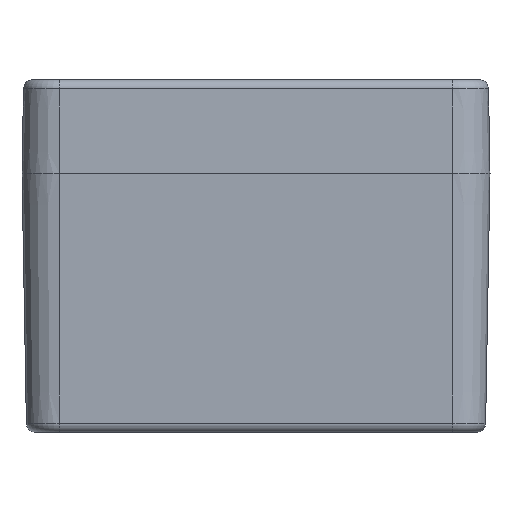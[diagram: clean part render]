
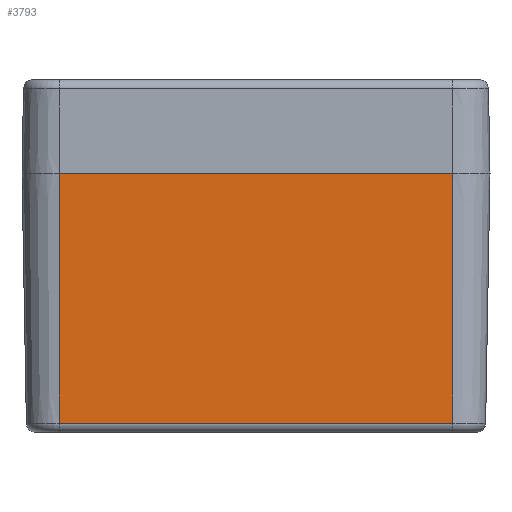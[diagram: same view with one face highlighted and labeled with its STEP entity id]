
A CAD part, left-side view. The second image highlights one B-rep face of the part: STEP entity #3793.
In plain terms, the highlighted planar face has unit normal (-1, 0, -0.018).
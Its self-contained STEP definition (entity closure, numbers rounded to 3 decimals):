
#3773=AXIS2_PLACEMENT_3D('Plane Axis2P3D',#3770,#3771,#3772) ;
#2348=CARTESIAN_POINT('Vertex',(0.699,6.,1.474)) ;
#2368=CARTESIAN_POINT('Line Origine',(0.699,37.5,1.474)) ;
#2372=CARTESIAN_POINT('Vertex',(0.699,69.,1.474)) ;
#3755=CARTESIAN_POINT('Vertex',(0.,6.,41.5)) ;
#3758=CARTESIAN_POINT('Line Origine',(0.362,6.,20.75)) ;
#3770=CARTESIAN_POINT('Axis2P3D Location',(0.,37.5,41.5)) ;
#3775=CARTESIAN_POINT('Line Origine',(0.,37.5,41.5)) ;
#3779=CARTESIAN_POINT('Vertex',(0.,69.,41.5)) ;
#3782=CARTESIAN_POINT('Line Origine',(0.362,69.,20.75)) ;
#2369=DIRECTION('Vector Direction',(0.,1.,0.)) ;
#3759=DIRECTION('Vector Direction',(-0.017,0.,1.)) ;
#3771=DIRECTION('Axis2P3D Direction',(1.,0.,0.017)) ;
#3772=DIRECTION('Axis2P3D XDirection',(0.,1.,0.)) ;
#3776=DIRECTION('Vector Direction',(0.,1.,0.)) ;
#3783=DIRECTION('Vector Direction',(-0.017,0.,1.)) ;
#2370=VECTOR('Line Direction',#2369,1.) ;
#3760=VECTOR('Line Direction',#3759,1.) ;
#3777=VECTOR('Line Direction',#3776,1.) ;
#3784=VECTOR('Line Direction',#3783,1.) ;
#3788=ORIENTED_EDGE('',*,*,#2374,.F.) ;
#3789=ORIENTED_EDGE('',*,*,#3762,.F.) ;
#3790=ORIENTED_EDGE('',*,*,#3781,.T.) ;
#3791=ORIENTED_EDGE('',*,*,#3786,.T.) ;
#3793=ADVANCED_FACE('Hauptk\X2\00F6\X0\rper',(#3792),#3774,.F.) ;
#2374=EDGE_CURVE('',#2349,#2373,#2371,.T.) ;
#3762=EDGE_CURVE('',#3756,#2349,#3761,.F.) ;
#3781=EDGE_CURVE('',#3756,#3780,#3778,.T.) ;
#3786=EDGE_CURVE('',#3780,#2373,#3785,.F.) ;
#3787=EDGE_LOOP('',(#3788,#3789,#3790,#3791)) ;
#3792=FACE_OUTER_BOUND('',#3787,.T.) ;
#2371=LINE('Line',#2368,#2370) ;
#3761=LINE('Line',#3758,#3760) ;
#3778=LINE('Line',#3775,#3777) ;
#3785=LINE('Line',#3782,#3784) ;
#3774=PLANE('',#3773) ;
#2349=VERTEX_POINT('',#2348) ;
#2373=VERTEX_POINT('',#2372) ;
#3756=VERTEX_POINT('',#3755) ;
#3780=VERTEX_POINT('',#3779) ;
